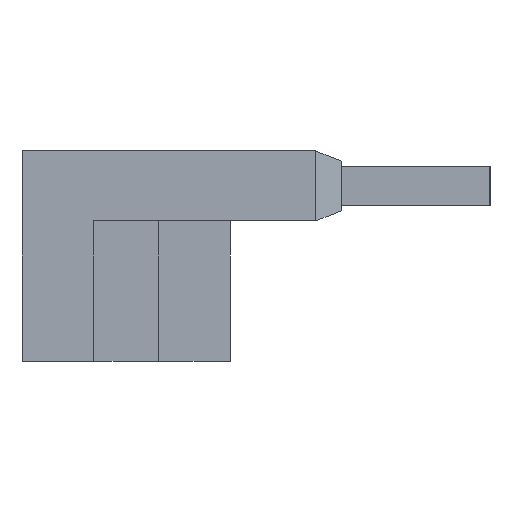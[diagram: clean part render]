
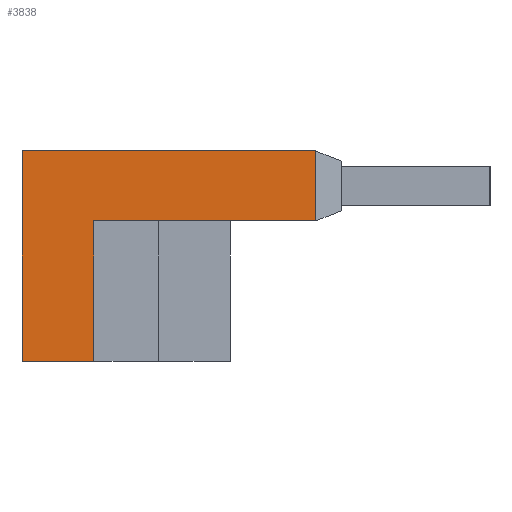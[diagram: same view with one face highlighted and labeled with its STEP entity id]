
A CAD part, left-side view. The second image highlights one B-rep face of the part: STEP entity #3838.
In plain terms, the highlighted planar face has unit normal (-1, 0, 0).
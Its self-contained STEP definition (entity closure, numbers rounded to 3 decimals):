
#1498 = CARTESIAN_POINT ( 'NONE',  ( 1., 87.8, 112.3 ) ) ;
#1591 = CARTESIAN_POINT ( 'NONE',  ( 1., 87.8, 108.2 ) ) ;
#1641 = CARTESIAN_POINT ( 'NONE',  ( 1., 105., 100. ) ) ;
#1649 = CARTESIAN_POINT ( 'NONE',  ( 1., 105., 112.3 ) ) ;
#2400 = AXIS2_PLACEMENT_3D ( 'NONE', #3236, #3241, #3242 ) ;
#2521 = EDGE_CURVE ( 'NONE', #7102, #7014, #5963, .T. ) ;
#2523 = EDGE_CURVE ( 'NONE', #7014, #2959, #5949, .T. ) ;
#2701 = VERTEX_POINT ( 'NONE', #7793 ) ;
#2889 = EDGE_LOOP ( 'NONE', ( #8257, #8256, #8255, #8254, #8253, #8252 ) ) ;
#2959 = VERTEX_POINT ( 'NONE', #8880 ) ;
#3235 = PLANE ( 'NONE',  #2400 ) ;
#3236 = CARTESIAN_POINT ( 'NONE',  ( 1., 87.8, 108.2 ) ) ;
#3241 = DIRECTION ( 'NONE',  ( -1., 0., 0. ) ) ;
#3242 = DIRECTION ( 'NONE',  ( 0., -1., 0. ) ) ;
#3557 = CARTESIAN_POINT ( 'NONE',  ( 1., 100.8, 108.2 ) ) ;
#3567 = DIRECTION ( 'NONE',  ( 0., 0., 1. ) ) ;
#3570 = CARTESIAN_POINT ( 'NONE',  ( 1., 87.8, 108.2 ) ) ;
#3571 = DIRECTION ( 'NONE',  ( 0., 0., 1. ) ) ;
#3572 = CARTESIAN_POINT ( 'NONE',  ( 1., 87.8, 108.2 ) ) ;
#3573 = DIRECTION ( 'NONE',  ( 0., -1., 0. ) ) ;
#3578 = CARTESIAN_POINT ( 'NONE',  ( 1., 87.8, 112.3 ) ) ;
#3579 = DIRECTION ( 'NONE',  ( 0., 1., 0. ) ) ;
#3838 = ADVANCED_FACE ( 'NONE', ( #5839 ), #3235, .T. ) ;
#3925 = EDGE_CURVE ( 'NONE', #2959, #2701, #7435, .T. ) ;
#3927 = EDGE_CURVE ( 'NONE', #5471, #5378, #7403, .T. ) ;
#3928 = EDGE_CURVE ( 'NONE', #2701, #5471, #7404, .T. ) ;
#3931 = EDGE_CURVE ( 'NONE', #5378, #7102, #7420, .T. ) ;
#5378 = VERTEX_POINT ( 'NONE', #1498 ) ;
#5471 = VERTEX_POINT ( 'NONE', #1591 ) ;
#5839 = FACE_OUTER_BOUND ( 'NONE', #2889, .T. ) ;
#5949 = LINE ( 'NONE', #7343, #6150 ) ;
#5951 = VECTOR ( 'NONE', #7347, 1000. ) ;
#5963 = LINE ( 'NONE', #7353, #5951 ) ;
#6150 = VECTOR ( 'NONE', #7342, 1000. ) ;
#7014 = VERTEX_POINT ( 'NONE', #1641 ) ;
#7102 = VERTEX_POINT ( 'NONE', #1649 ) ;
#7342 = DIRECTION ( 'NONE',  ( 0., -1., 0. ) ) ;
#7343 = CARTESIAN_POINT ( 'NONE',  ( 1., 102.9, 100. ) ) ;
#7347 = DIRECTION ( 'NONE',  ( 0., 0., -1. ) ) ;
#7353 = CARTESIAN_POINT ( 'NONE',  ( 1., 105., 108.2 ) ) ;
#7403 = LINE ( 'NONE', #3570, #7407 ) ;
#7404 = LINE ( 'NONE', #3572, #7417 ) ;
#7407 = VECTOR ( 'NONE', #3571, 1000. ) ;
#7416 = VECTOR ( 'NONE', #3567, 1000. ) ;
#7417 = VECTOR ( 'NONE', #3573, 1000. ) ;
#7420 = LINE ( 'NONE', #3578, #7441 ) ;
#7435 = LINE ( 'NONE', #3557, #7416 ) ;
#7441 = VECTOR ( 'NONE', #3579, 1000. ) ;
#7793 = CARTESIAN_POINT ( 'NONE',  ( 1., 100.8, 108.2 ) ) ;
#8252 = ORIENTED_EDGE ( 'NONE', *, *, #3925, .T. ) ;
#8253 = ORIENTED_EDGE ( 'NONE', *, *, #2523, .T. ) ;
#8254 = ORIENTED_EDGE ( 'NONE', *, *, #2521, .T. ) ;
#8255 = ORIENTED_EDGE ( 'NONE', *, *, #3931, .T. ) ;
#8256 = ORIENTED_EDGE ( 'NONE', *, *, #3927, .T. ) ;
#8257 = ORIENTED_EDGE ( 'NONE', *, *, #3928, .T. ) ;
#8880 = CARTESIAN_POINT ( 'NONE',  ( 1., 100.8, 100. ) ) ;
